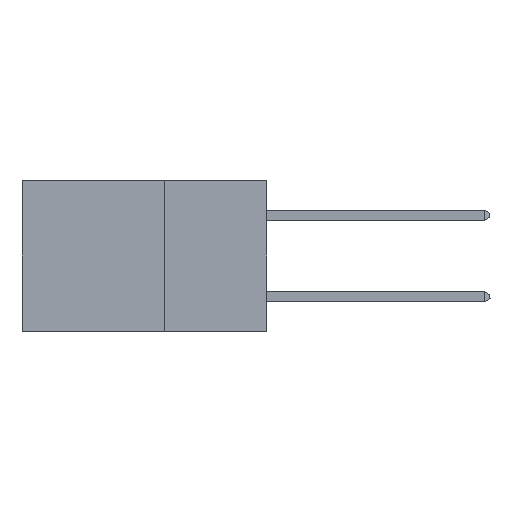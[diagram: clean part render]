
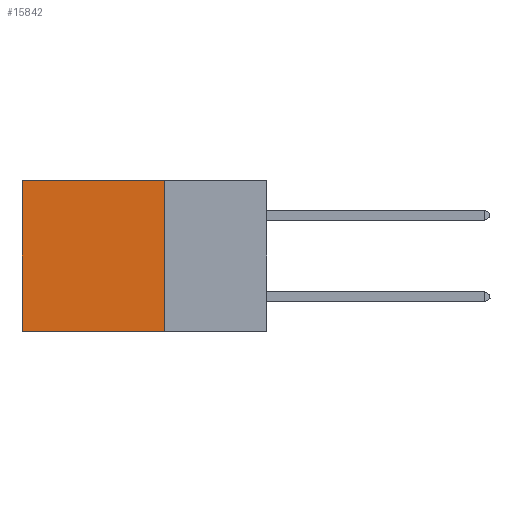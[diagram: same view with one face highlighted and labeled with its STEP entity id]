
A CAD part, left-side view. The second image highlights one B-rep face of the part: STEP entity #15842.
In plain terms, the highlighted planar face has unit normal (-1, 0, 0).
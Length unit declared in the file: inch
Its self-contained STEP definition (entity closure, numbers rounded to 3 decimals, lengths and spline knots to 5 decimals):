
#1201 = DIRECTION ( 'NONE',  ( 0., 0., -1. ) ) ;
#1278 = EDGE_LOOP ( 'NONE', ( #12228, #5509, #9966, #6246 ) ) ;
#1955 = VERTEX_POINT ( 'NONE', #15744 ) ;
#1959 = VECTOR ( 'NONE', #4069, 39.37008 ) ;
#2333 = VERTEX_POINT ( 'NONE', #16447 ) ;
#2559 = CARTESIAN_POINT ( 'NONE',  ( 0.2875, 0.25, 0. ) ) ;
#3818 = CARTESIAN_POINT ( 'NONE',  ( 0.2875, 0.25, 0. ) ) ;
#4069 = DIRECTION ( 'NONE',  ( 0., 1., 0. ) ) ;
#4311 = AXIS2_PLACEMENT_3D ( 'NONE', #3818, #8090, #5301 ) ;
#4927 = EDGE_CURVE ( 'NONE', #2333, #1955, #8481, .T. ) ;
#5301 = DIRECTION ( 'NONE',  ( 0., 0., -1. ) ) ;
#5509 = ORIENTED_EDGE ( 'NONE', *, *, #4927, .F. ) ;
#6246 = ORIENTED_EDGE ( 'NONE', *, *, #7756, .T. ) ;
#6411 = DIRECTION ( 'NONE',  ( 0., 1., 0. ) ) ;
#7756 = EDGE_CURVE ( 'NONE', #12080, #7815, #10343, .T. ) ;
#7815 = VERTEX_POINT ( 'NONE', #14913 ) ;
#8084 = EDGE_CURVE ( 'NONE', #7815, #1955, #9073, .T. ) ;
#8090 = DIRECTION ( 'NONE',  ( 1., 0., 0. ) ) ;
#8481 = LINE ( 'NONE', #10366, #9512 ) ;
#9073 = LINE ( 'NONE', #9419, #9910 ) ;
#9313 = CARTESIAN_POINT ( 'NONE',  ( 0.2875, 0.25, 0. ) ) ;
#9374 = PLANE ( 'NONE',  #4311 ) ;
#9419 = CARTESIAN_POINT ( 'NONE',  ( 0.2875, 0.6, 0. ) ) ;
#9512 = VECTOR ( 'NONE', #6411, 39.37008 ) ;
#9910 = VECTOR ( 'NONE', #14859, 39.37008 ) ;
#9966 = ORIENTED_EDGE ( 'NONE', *, *, #12215, .F. ) ;
#10343 = LINE ( 'NONE', #12153, #1959 ) ;
#10366 = CARTESIAN_POINT ( 'NONE',  ( 0.2875, 0.25, -0.37 ) ) ;
#10882 = FACE_OUTER_BOUND ( 'NONE', #1278, .T. ) ;
#11027 = LINE ( 'NONE', #9313, #17325 ) ;
#12080 = VERTEX_POINT ( 'NONE', #2559 ) ;
#12153 = CARTESIAN_POINT ( 'NONE',  ( 0.2875, 0.25, 0. ) ) ;
#12215 = EDGE_CURVE ( 'NONE', #12080, #2333, #11027, .T. ) ;
#12228 = ORIENTED_EDGE ( 'NONE', *, *, #8084, .T. ) ;
#14859 = DIRECTION ( 'NONE',  ( 0., 0., -1. ) ) ;
#14913 = CARTESIAN_POINT ( 'NONE',  ( 0.2875, 0.6, 0. ) ) ;
#15744 = CARTESIAN_POINT ( 'NONE',  ( 0.2875, 0.6, -0.37 ) ) ;
#15842 = ADVANCED_FACE ( 'NONE', ( #10882 ), #9374, .F. ) ;
#16447 = CARTESIAN_POINT ( 'NONE',  ( 0.2875, 0.25, -0.37 ) ) ;
#17325 = VECTOR ( 'NONE', #1201, 39.37008 ) ;
